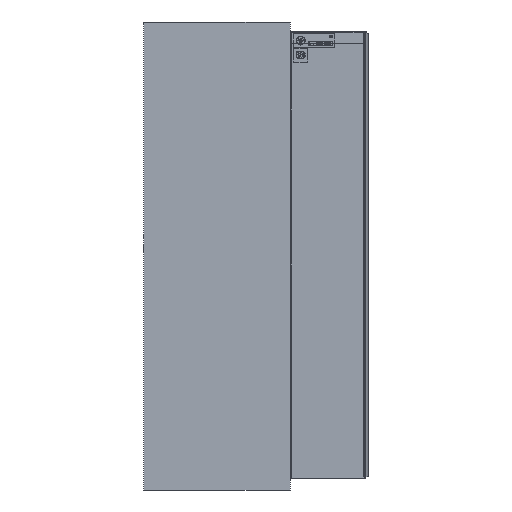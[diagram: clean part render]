
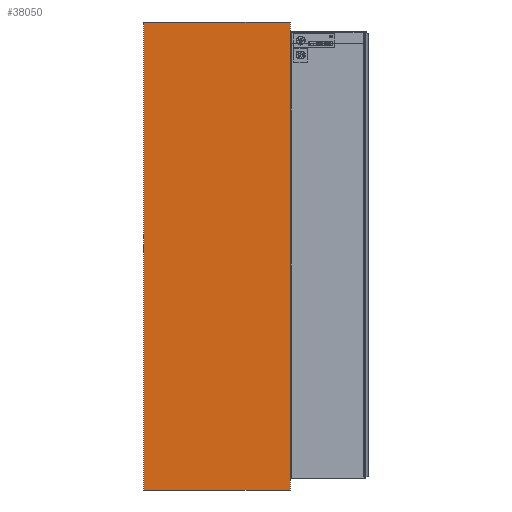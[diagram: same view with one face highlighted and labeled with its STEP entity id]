
A CAD part, left-side view. The second image highlights one B-rep face of the part: STEP entity #38050.
In plain terms, the highlighted planar face has unit normal (-1, 0, 0).
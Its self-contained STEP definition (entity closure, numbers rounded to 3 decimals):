
#1540=LINE('',#51160,#5713);
#1609=LINE('',#51312,#5782);
#1612=LINE('',#51317,#5785);
#1613=LINE('',#51318,#5786);
#5713=VECTOR('',#42828,10.);
#5782=VECTOR('',#42981,10.);
#5785=VECTOR('',#42986,10.);
#5786=VECTOR('',#42987,10.);
#9743=PLANE('',#40340);
#11667=FACE_OUTER_BOUND('',#13793,.T.);
#13793=EDGE_LOOP('',(#26016,#26017,#26018,#26019));
#16627=VERTEX_POINT('',#51157);
#16628=VERTEX_POINT('',#51159);
#16668=VERTEX_POINT('',#51309);
#16669=VERTEX_POINT('',#51311);
#20256=EDGE_CURVE('',#16627,#16628,#1540,.T.);
#20332=EDGE_CURVE('',#16668,#16669,#1609,.T.);
#20335=EDGE_CURVE('',#16628,#16668,#1612,.T.);
#20336=EDGE_CURVE('',#16669,#16627,#1613,.T.);
#26016=ORIENTED_EDGE('',*,*,#20335,.F.);
#26017=ORIENTED_EDGE('',*,*,#20256,.F.);
#26018=ORIENTED_EDGE('',*,*,#20336,.F.);
#26019=ORIENTED_EDGE('',*,*,#20332,.F.);
#38050=ADVANCED_FACE('',(#11667),#9743,.T.);
#40340=AXIS2_PLACEMENT_3D('',#51316,#42984,#42985);
#42828=DIRECTION('',(0.,-1.,0.));
#42981=DIRECTION('',(0.,1.,0.));
#42984=DIRECTION('center_axis',(-1.,0.,0.));
#42985=DIRECTION('ref_axis',(0.,-1.,0.));
#42986=DIRECTION('',(0.,0.,-1.));
#42987=DIRECTION('',(0.,0.,1.));
#51157=CARTESIAN_POINT('',(-598.25,308.25,984.));
#51159=CARTESIAN_POINT('',(-598.25,-308.25,984.));
#51160=CARTESIAN_POINT('',(-598.25,308.25,984.));
#51309=CARTESIAN_POINT('',(-598.25,-308.25,-984.));
#51311=CARTESIAN_POINT('',(-598.25,308.25,-984.));
#51312=CARTESIAN_POINT('',(-598.25,308.25,-984.));
#51316=CARTESIAN_POINT('Origin',(-598.25,308.25,0.));
#51317=CARTESIAN_POINT('',(-598.25,-308.25,0.));
#51318=CARTESIAN_POINT('',(-598.25,308.25,0.));
